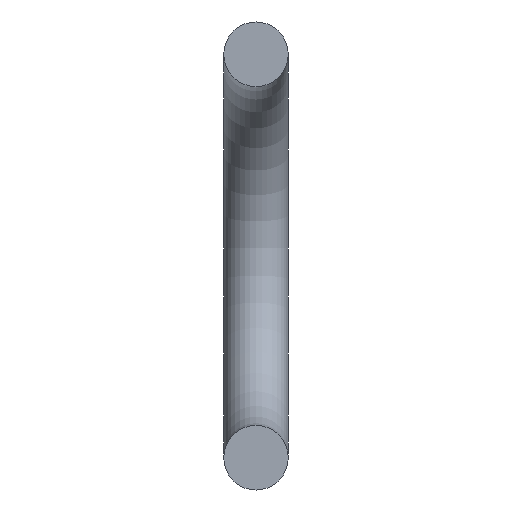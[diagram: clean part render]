
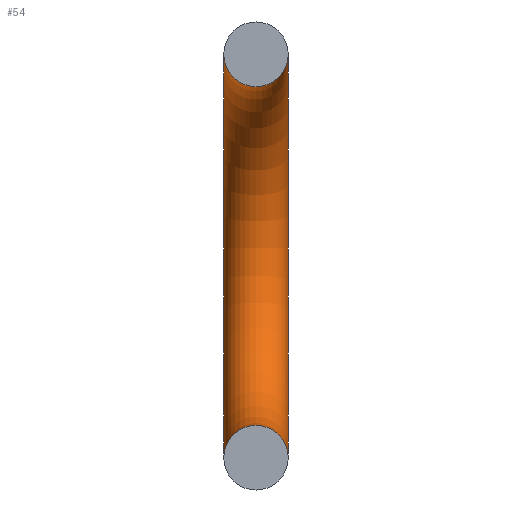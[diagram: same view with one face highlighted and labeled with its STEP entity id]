
A CAD part, front view. The second image highlights one B-rep face of the part: STEP entity #54.
In plain terms, the highlighted toroidal (fillet/blend) face has major radius 12.5 mm and minor radius 2 mm.
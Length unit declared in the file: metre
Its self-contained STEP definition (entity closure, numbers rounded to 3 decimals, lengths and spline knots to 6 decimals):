
#14=TOROIDAL_SURFACE('',#74,0.0125,0.002);
#17=ORIENTED_EDGE('',*,*,#24,.T.);
#18=ORIENTED_EDGE('',*,*,#25,.F.);
#24=EDGE_CURVE('',#28,#28,#32,.T.);
#25=EDGE_CURVE('',#29,#29,#33,.T.);
#28=VERTEX_POINT('',#105);
#29=VERTEX_POINT('',#108);
#32=CIRCLE('',#73,0.002);
#33=CIRCLE('',#75,0.002);
#37=EDGE_LOOP('',(#17));
#38=EDGE_LOOP('',(#18));
#45=FACE_BOUND('',#37,.T.);
#46=FACE_BOUND('',#38,.T.);
#54=ADVANCED_FACE('',(#45,#46),#14,.T.);
#73=AXIS2_PLACEMENT_3D('',#104,#86,#87);
#74=AXIS2_PLACEMENT_3D('',#106,#88,#89);
#75=AXIS2_PLACEMENT_3D('',#107,#90,#91);
#86=DIRECTION('',(0.,1.,0.));
#87=DIRECTION('',(0.,0.,1.));
#88=DIRECTION('',(1.,0.,0.));
#89=DIRECTION('',(0.,0.,-1.));
#90=DIRECTION('',(0.,-1.,0.));
#91=DIRECTION('',(0.,0.,-1.));
#104=CARTESIAN_POINT('',(0.,0.125,0.025));
#105=CARTESIAN_POINT('',(0.,0.125,0.027));
#106=CARTESIAN_POINT('',(0.,0.125,0.0125));
#107=CARTESIAN_POINT('',(0.,0.125,0.));
#108=CARTESIAN_POINT('',(0.,0.125,-0.002));
